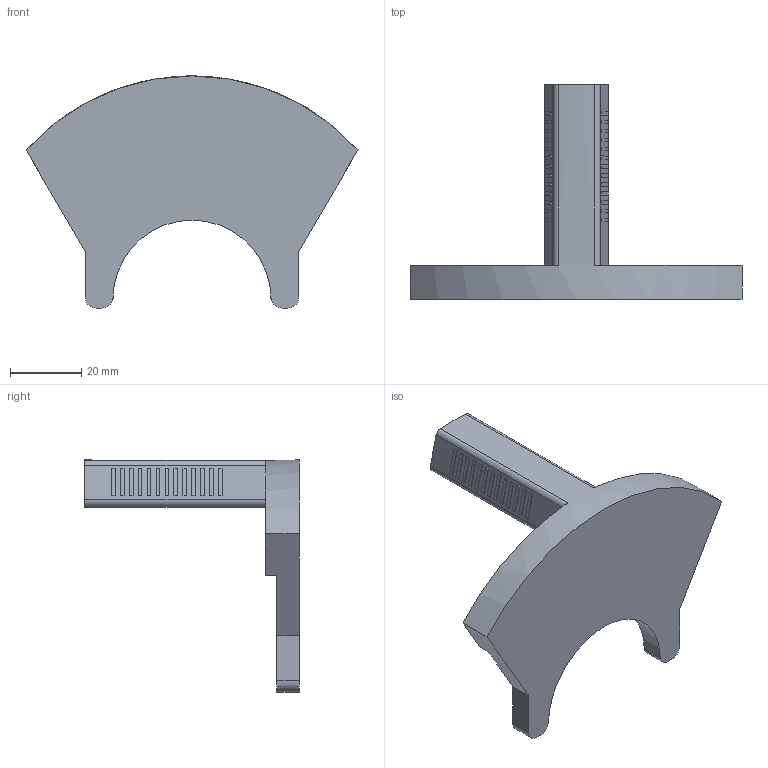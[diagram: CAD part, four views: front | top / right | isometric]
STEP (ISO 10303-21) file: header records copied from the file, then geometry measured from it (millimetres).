
FILE_DESCRIPTION(/* description */ (''),/* implementation_level */ '2;1');
FILE_NAME(/* name */ 'Wafer_alignment_tool.step',/* time_stamp */ '2017-09-22T10:22:25-07:00',/* author */ (''),/* organization */ (''),/* preprocessor_version */ 'ST-DEVELOPER v16.13',/* originating_system */ 'Autodesk Translation Framework v6.1.1.50',/* authorisation */ '');
FILE_SCHEMA (('AUTOMOTIVE_DESIGN { 1 0 10303 214 3 1 1 }'));
Length unit declared in the file: millimetre
Products named in the file (1): Wafer_alignment_tool (v10~recovered)
Bounding box: 93.24 x 60.33 x 65.21 mm (x, y, z)
Volume: 36923.6 mm3; surface area: 12629.7 mm2
Topology: 1 solids, 1 shells, 156 faces, 384 edges, 256 vertices
Faces by surface type: plane 145, cylinder 11
Entity records: 4556 total; most frequent: CARTESIAN_POINT 797, ORIENTED_EDGE 768, DIRECTION 724, EDGE_CURVE 384, LINE 358, VECTOR 358, VERTEX_POINT 256, AXIS2_PLACEMENT_3D 183
